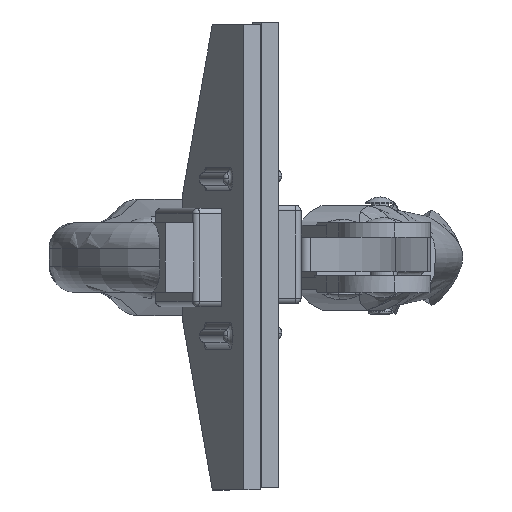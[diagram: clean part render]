
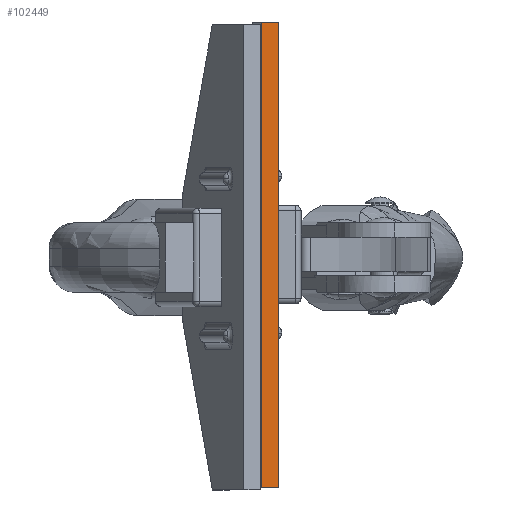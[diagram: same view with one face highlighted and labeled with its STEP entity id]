
A CAD part, left-side view. The second image highlights one B-rep face of the part: STEP entity #102449.
In plain terms, the highlighted face is planar.
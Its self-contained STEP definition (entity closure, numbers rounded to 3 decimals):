
#8527 = CARTESIAN_POINT ( 'NONE',  ( 40., -23.349, 1.5 ) ) ;
#10989 = EDGE_CURVE ( 'NONE', #92135, #26541, #52006, .T. ) ;
#13902 = VECTOR ( 'NONE', #91815, 1000. ) ;
#15240 = ORIENTED_EDGE ( 'NONE', *, *, #10989, .T. ) ;
#21817 = PLANE ( 'NONE',  #21969 ) ;
#21969 = AXIS2_PLACEMENT_3D ( 'NONE', #78589, #29955, #86796 ) ;
#22594 = CARTESIAN_POINT ( 'NONE',  ( 40., -23.349, -1.5 ) ) ;
#24275 = CARTESIAN_POINT ( 'NONE',  ( -40., -23.349, -1.5 ) ) ;
#25303 = CARTESIAN_POINT ( 'NONE',  ( -40., -23.349, -1.5 ) ) ;
#26541 = VERTEX_POINT ( 'NONE', #25303 ) ;
#29955 = DIRECTION ( 'NONE',  ( 0., 1., 0. ) ) ;
#32419 = DIRECTION ( 'NONE',  ( 1., 0., 0. ) ) ;
#48546 = VECTOR ( 'NONE', #32419, 1000. ) ;
#49514 = EDGE_CURVE ( 'NONE', #51825, #71824, #95767, .T. ) ;
#51689 = EDGE_CURVE ( 'NONE', #26541, #71824, #75192, .T. ) ;
#51825 = VERTEX_POINT ( 'NONE', #98533 ) ;
#52006 = LINE ( 'NONE', #75423, #13902 ) ;
#59995 = ORIENTED_EDGE ( 'NONE', *, *, #85286, .F. ) ;
#60028 = ORIENTED_EDGE ( 'NONE', *, *, #51689, .T. ) ;
#64476 = VECTOR ( 'NONE', #90728, 1000. ) ;
#65858 = CARTESIAN_POINT ( 'NONE',  ( -40., -23.349, 1.5 ) ) ;
#71824 = VERTEX_POINT ( 'NONE', #22594 ) ;
#75192 = LINE ( 'NONE', #24275, #48546 ) ;
#75423 = CARTESIAN_POINT ( 'NONE',  ( -40., -23.349, 1.5 ) ) ;
#78589 = CARTESIAN_POINT ( 'NONE',  ( -40., -23.349, 1.5 ) ) ;
#79211 = ORIENTED_EDGE ( 'NONE', *, *, #49514, .F. ) ;
#81673 = DIRECTION ( 'NONE',  ( 0., 0., -1. ) ) ;
#85286 = EDGE_CURVE ( 'NONE', #92135, #51825, #88614, .T. ) ;
#86796 = DIRECTION ( 'NONE',  ( -1., 0., 0. ) ) ;
#88614 = LINE ( 'NONE', #65858, #64476 ) ;
#90728 = DIRECTION ( 'NONE',  ( 1., 0., 0. ) ) ;
#91815 = DIRECTION ( 'NONE',  ( 0., 0., -1. ) ) ;
#92135 = VERTEX_POINT ( 'NONE', #102020 ) ;
#93187 = VECTOR ( 'NONE', #81673, 1000. ) ;
#94289 = FACE_OUTER_BOUND ( 'NONE', #98926, .T. ) ;
#95767 = LINE ( 'NONE', #8527, #93187 ) ;
#98533 = CARTESIAN_POINT ( 'NONE',  ( 40., -23.349, 1.5 ) ) ;
#98926 = EDGE_LOOP ( 'NONE', ( #60028, #79211, #59995, #15240 ) ) ;
#102020 = CARTESIAN_POINT ( 'NONE',  ( -40., -23.349, 1.5 ) ) ;
#102449 = ADVANCED_FACE ( 'NONE', ( #94289 ), #21817, .F. ) ;
